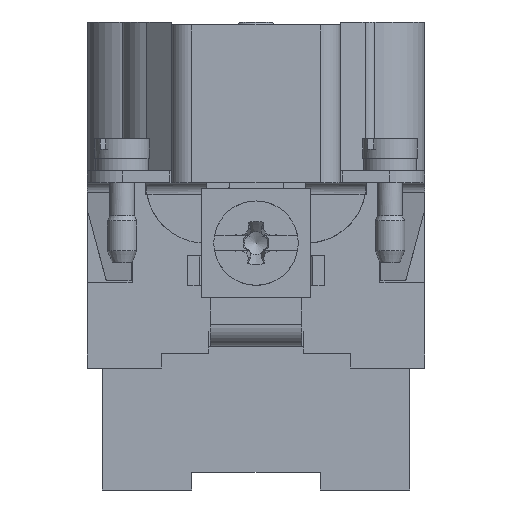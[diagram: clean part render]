
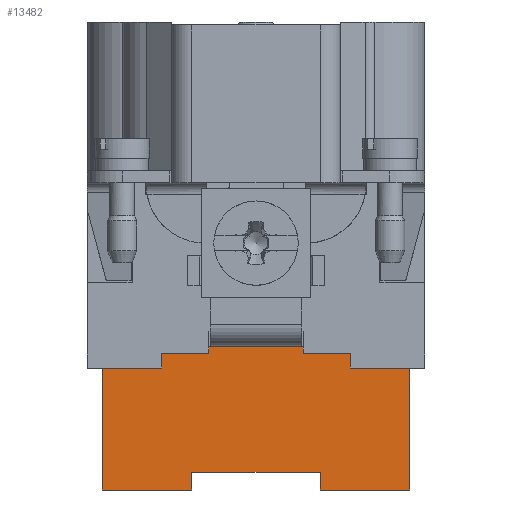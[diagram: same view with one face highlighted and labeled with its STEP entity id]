
A CAD part, left-side view. The second image highlights one B-rep face of the part: STEP entity #13482.
In plain terms, the highlighted planar face has unit normal (-1, 0, 0).
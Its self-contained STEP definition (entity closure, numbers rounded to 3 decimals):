
#11360=FACE_OUTER_BOUND('',#17465,.T.);
#13482=ADVANCED_FACE('',(#11360),#15232,.T.);
#15232=PLANE('',#46513);
#17465=EDGE_LOOP('',(#21093,#21094,#21095,#21096,#21097,#21098,#21099,#21100,
#21101,#21102,#21103,#21104));
#21093=ORIENTED_EDGE('',*,*,#31748,.T.);
#21094=ORIENTED_EDGE('',*,*,#32992,.T.);
#21095=ORIENTED_EDGE('',*,*,#32993,.T.);
#21096=ORIENTED_EDGE('',*,*,#32994,.T.);
#21097=ORIENTED_EDGE('',*,*,#32152,.T.);
#21098=ORIENTED_EDGE('',*,*,#32995,.T.);
#21099=ORIENTED_EDGE('',*,*,#32996,.T.);
#21100=ORIENTED_EDGE('',*,*,#32997,.T.);
#21101=ORIENTED_EDGE('',*,*,#32210,.T.);
#21102=ORIENTED_EDGE('',*,*,#32998,.F.);
#21103=ORIENTED_EDGE('',*,*,#32999,.T.);
#21104=ORIENTED_EDGE('',*,*,#33000,.T.);
#28557=VERTEX_POINT('',#56264);
#28558=VERTEX_POINT('',#56266);
#28948=VERTEX_POINT('',#57848);
#28950=VERTEX_POINT('',#57852);
#29007=VERTEX_POINT('',#58259);
#29009=VERTEX_POINT('',#58262);
#29623=VERTEX_POINT('',#61108);
#29624=VERTEX_POINT('',#61110);
#29625=VERTEX_POINT('',#61113);
#29626=VERTEX_POINT('',#61115);
#29627=VERTEX_POINT('',#61118);
#29628=VERTEX_POINT('',#61120);
#31748=EDGE_CURVE('',#28558,#28557,#38658,.T.);
#32152=EDGE_CURVE('',#28948,#28950,#38875,.T.);
#32210=EDGE_CURVE('',#29009,#29007,#38877,.T.);
#32992=EDGE_CURVE('',#28557,#29623,#39299,.T.);
#32993=EDGE_CURVE('',#29623,#29624,#39300,.T.);
#32994=EDGE_CURVE('',#29624,#28948,#39301,.T.);
#32995=EDGE_CURVE('',#28950,#29625,#39302,.T.);
#32996=EDGE_CURVE('',#29625,#29626,#39303,.T.);
#32997=EDGE_CURVE('',#29626,#29009,#39304,.T.);
#32998=EDGE_CURVE('',#29627,#29007,#39305,.T.);
#32999=EDGE_CURVE('',#29627,#29628,#39306,.T.);
#33000=EDGE_CURVE('',#29628,#28558,#39307,.T.);
#38658=LINE('',#56265,#41311);
#38875=LINE('',#57853,#41528);
#38877=LINE('',#58261,#41530);
#39299=LINE('',#61107,#41952);
#39300=LINE('',#61109,#41953);
#39301=LINE('',#61111,#41954);
#39302=LINE('',#61112,#41955);
#39303=LINE('',#61114,#41956);
#39304=LINE('',#61116,#41957);
#39305=LINE('',#61117,#41958);
#39306=LINE('',#61119,#41959);
#39307=LINE('',#61121,#41960);
#41311=VECTOR('',#48645,1.);
#41528=VECTOR('',#49018,1.);
#41530=VECTOR('',#49028,1.);
#41952=VECTOR('',#50066,1.);
#41953=VECTOR('',#50067,1.);
#41954=VECTOR('',#50068,1.);
#41955=VECTOR('',#50069,1.);
#41956=VECTOR('',#50070,1.);
#41957=VECTOR('',#50071,1.);
#41958=VECTOR('',#50072,1.);
#41959=VECTOR('',#50073,1.);
#41960=VECTOR('',#50074,1.);
#46513=AXIS2_PLACEMENT_3D('',#61122,#50075,#50076);
#48645=DIRECTION('',(0.,1.,0.));
#49018=DIRECTION('',(0.,-1.,0.));
#49028=DIRECTION('',(0.,-1.,0.));
#50066=DIRECTION('',(0.,0.,-1.));
#50067=DIRECTION('',(0.,1.,0.));
#50068=DIRECTION('',(0.,0.,-1.));
#50069=DIRECTION('',(0.,0.,1.));
#50070=DIRECTION('',(0.,-1.,0.));
#50071=DIRECTION('',(0.,0.,-1.));
#50072=DIRECTION('',(0.,0.,-1.));
#50073=DIRECTION('',(0.,1.,0.));
#50074=DIRECTION('',(0.,0.,1.));
#50075=DIRECTION('',(-1.,0.,0.));
#50076=DIRECTION('',(0.,1.,0.));
#56264=CARTESIAN_POINT('',(-27.5,9.5,-15.));
#56265=CARTESIAN_POINT('',(-27.5,-9.5,-15.));
#56266=CARTESIAN_POINT('',(-27.5,-9.5,-15.));
#57848=CARTESIAN_POINT('',(-27.5,15.5,-31.));
#57852=CARTESIAN_POINT('',(-27.5,6.5,-31.));
#57853=CARTESIAN_POINT('',(-27.5,14.5,-31.));
#58259=CARTESIAN_POINT('',(-27.5,-15.5,-31.));
#58261=CARTESIAN_POINT('',(-27.5,-6.5,-31.));
#58262=CARTESIAN_POINT('',(-27.5,-6.5,-31.));
#61107=CARTESIAN_POINT('',(-27.5,9.5,-15.));
#61108=CARTESIAN_POINT('',(-27.5,9.5,-18.7));
#61109=CARTESIAN_POINT('',(-27.5,9.5,-18.7));
#61110=CARTESIAN_POINT('',(-27.5,15.5,-18.7));
#61111=CARTESIAN_POINT('',(-27.5,15.5,-18.7));
#61112=CARTESIAN_POINT('',(-27.5,6.5,-31.));
#61113=CARTESIAN_POINT('',(-27.5,6.5,-29.2));
#61114=CARTESIAN_POINT('',(-27.5,6.5,-29.2));
#61115=CARTESIAN_POINT('',(-27.5,-6.5,-29.2));
#61116=CARTESIAN_POINT('',(-27.5,-6.5,-29.2));
#61117=CARTESIAN_POINT('',(-27.5,-15.5,-18.7));
#61118=CARTESIAN_POINT('',(-27.5,-15.5,-18.7));
#61119=CARTESIAN_POINT('',(-27.5,-15.5,-18.7));
#61120=CARTESIAN_POINT('',(-27.5,-9.5,-18.7));
#61121=CARTESIAN_POINT('',(-27.5,-9.5,-18.7));
#61122=CARTESIAN_POINT('',(-27.5,-15.6,-10.1));
